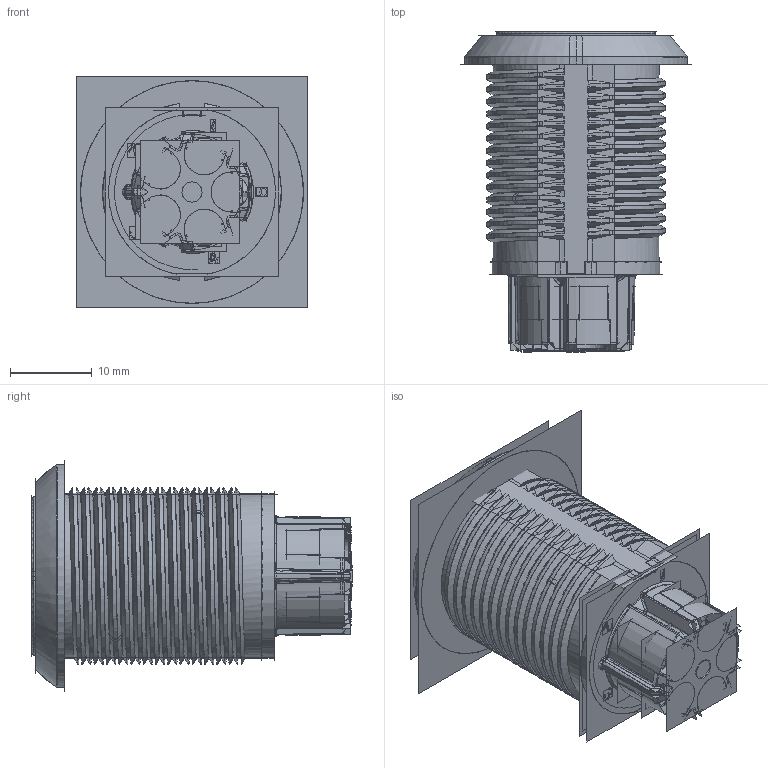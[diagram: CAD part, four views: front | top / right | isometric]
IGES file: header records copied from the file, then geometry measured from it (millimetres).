
Start section:  PTC IGES file: 202740_sm01.igs
Global section: file name: 202740_sm01.igs; native system: Creo Parametric by PTC Inc.; preprocessor: 2019292; author: PDMAdmin; organization: Unknown; date: 20220614.141956; units: millimetre
Bounding box: 28.34 x 39.23 x 28.34 mm (x, y, z)
Volume: 11822.5 mm3; surface area: 24854.1 mm2
Topology: 1 solids, 1 shells, 1294 faces, 6668 edges, 8268 vertices
Faces by surface type: bspline 880, revolution 414
